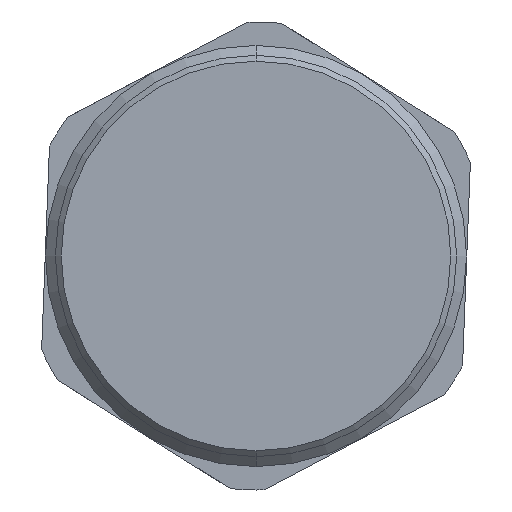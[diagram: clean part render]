
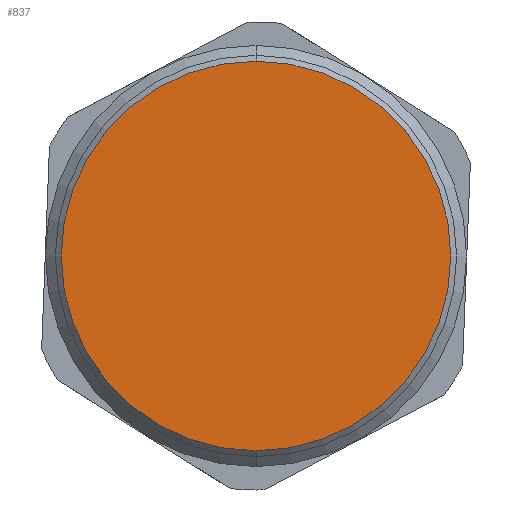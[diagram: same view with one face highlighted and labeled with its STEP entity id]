
A CAD part, front view. The second image highlights one B-rep face of the part: STEP entity #837.
In plain terms, the highlighted planar face has unit normal (0, -1, 0).
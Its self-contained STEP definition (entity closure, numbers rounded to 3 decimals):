
#85 = AXIS2_PLACEMENT_3D ( 'NONE', #1045, #1044, #1043 ) ;
#121 = AXIS2_PLACEMENT_3D ( 'NONE', #1198, #1191, #1190 ) ;
#310 = FACE_OUTER_BOUND ( 'NONE', #480, .T. ) ;
#380 = AXIS2_PLACEMENT_3D ( 'NONE', #1322, #1321, #1320 ) ;
#415 = VERTEX_POINT ( 'NONE', #1461 ) ;
#435 = VERTEX_POINT ( 'NONE', #1441 ) ;
#480 = EDGE_LOOP ( 'NONE', ( #601, #603 ) ) ;
#601 = ORIENTED_EDGE ( 'NONE', *, *, #912, .T. ) ;
#603 = ORIENTED_EDGE ( 'NONE', *, *, #871, .T. ) ;
#766 = CIRCLE ( 'NONE', #85, 16.65 ) ;
#781 = CIRCLE ( 'NONE', #121, 16.65 ) ;
#837 = ADVANCED_FACE ( 'NONE', ( #310 ), #1323, .F. ) ;
#871 = EDGE_CURVE ( 'NONE', #435, #415, #781, .T. ) ;
#912 = EDGE_CURVE ( 'NONE', #415, #435, #766, .T. ) ;
#1043 = DIRECTION ( 'NONE',  ( 0., 0., 1. ) ) ;
#1044 = DIRECTION ( 'NONE',  ( 0., -1., 0. ) ) ;
#1045 = CARTESIAN_POINT ( 'NONE',  ( 0., 0., 0. ) ) ;
#1190 = DIRECTION ( 'NONE',  ( 0., 0., 1. ) ) ;
#1191 = DIRECTION ( 'NONE',  ( 0., -1., 0. ) ) ;
#1198 = CARTESIAN_POINT ( 'NONE',  ( 0., 0., 0. ) ) ;
#1320 = DIRECTION ( 'NONE',  ( 0., 0., 1. ) ) ;
#1321 = DIRECTION ( 'NONE',  ( 0., 1., 0. ) ) ;
#1322 = CARTESIAN_POINT ( 'NONE',  ( 0., 0., 0. ) ) ;
#1323 = PLANE ( 'NONE',  #380 ) ;
#1441 = CARTESIAN_POINT ( 'NONE',  ( 0., 0., -16.65 ) ) ;
#1461 = CARTESIAN_POINT ( 'NONE',  ( 0., 0., 16.65 ) ) ;
